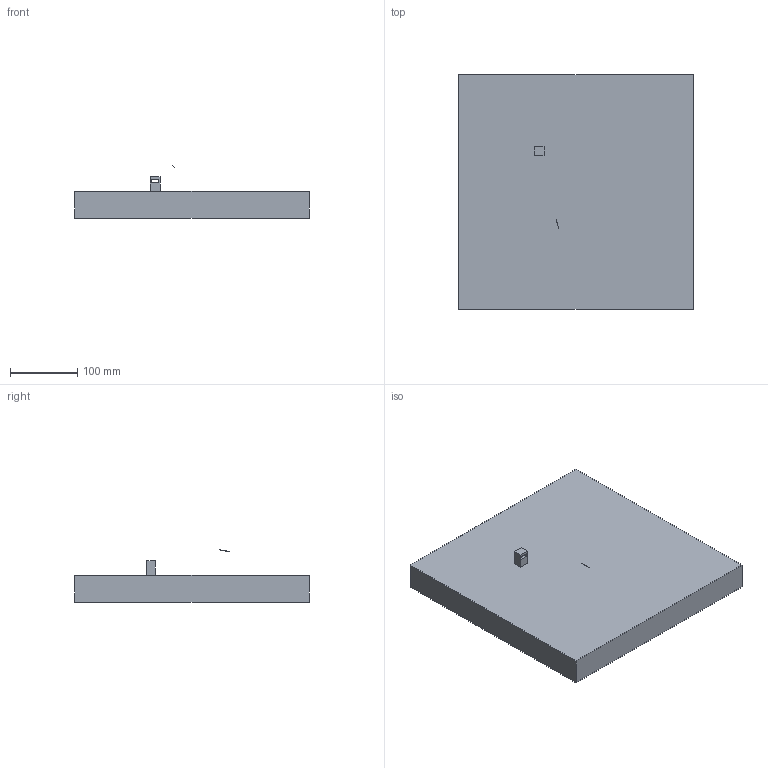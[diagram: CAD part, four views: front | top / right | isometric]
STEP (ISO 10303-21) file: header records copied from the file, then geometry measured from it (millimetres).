
FILE_DESCRIPTION(('Open CASCADE Model'),'2;1');
FILE_NAME('Open CASCADE Shape Model','2021-03-31T23:50:07',('Author'),( 'Open CASCADE'),'Open CASCADE STEP processor 7.5','Open CASCADE 7.5' ,'Unknown');
FILE_SCHEMA(('AUTOMOTIVE_DESIGN { 1 0 10303 214 1 1 1 1 }'));
Length unit declared in the file: millimetre
Products named in the file (5): Open CASCADE STEP translator 7.5 1; Open CASCADE STEP translator 7.5 1.1; Open CASCADE STEP translator 7.5 1.1.1; Open CASCADE STEP translator 7.5 1.1.2; Open CASCADE STEP translator 7.5 1.1.3
Assembly tree (4 placements, depth 3):
  Open CASCADE STEP translator 7.5 1
    Open CASCADE STEP translator 7.5 1.1
      Open CASCADE STEP translator 7.5 1.1.1
      Open CASCADE STEP translator 7.5 1.1.2
      Open CASCADE STEP translator 7.5 1.1.3
Bounding box: 350 x 350 x 78.45 mm (x, y, z)
Volume: 4904529.6 mm3; surface area: 304950.5 mm2
Topology: 3 solids, 3 shells, 38 faces, 93 edges, 62 vertices
Faces by surface type: plane 38
Entity records: 2368 total; most frequent: CARTESIAN_POINT 408, DIRECTION 341, LINE 255, VECTOR 255, ORIENTED_EDGE 186, PCURVE 186, DEFINITIONAL_REPRESENTATION 186, EDGE_CURVE 93
